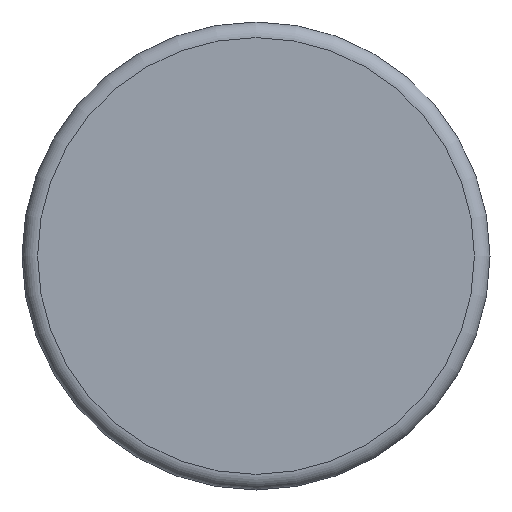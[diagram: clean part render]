
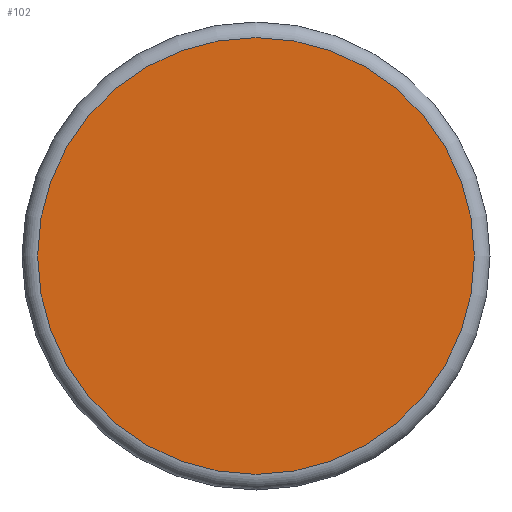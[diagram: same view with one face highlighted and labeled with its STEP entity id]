
A CAD part, front view. The second image highlights one B-rep face of the part: STEP entity #102.
In plain terms, the highlighted planar face has unit normal (0, -1, 0).
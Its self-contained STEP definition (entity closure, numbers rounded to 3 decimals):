
#25=PLANE('',#126);
#31=ORIENTED_EDGE('',*,*,#46,.T.);
#46=EDGE_CURVE('',#54,#54,#62,.F.);
#54=VERTEX_POINT('',#176);
#62=CIRCLE('',#127,7.);
#69=EDGE_LOOP('',(#31));
#85=FACE_BOUND('',#69,.T.);
#102=ADVANCED_FACE('',(#85),#25,.F.);
#126=AXIS2_PLACEMENT_3D('',#174,#147,#148);
#127=AXIS2_PLACEMENT_3D('',#175,#149,#150);
#147=DIRECTION('',(0.,1.,0.));
#148=DIRECTION('',(0.,0.,1.));
#149=DIRECTION('',(0.,1.,0.));
#150=DIRECTION('',(0.,0.,1.));
#174=CARTESIAN_POINT('',(0.,0.,0.));
#175=CARTESIAN_POINT('',(0.,0.,0.));
#176=CARTESIAN_POINT('',(0.,0.,7.));
